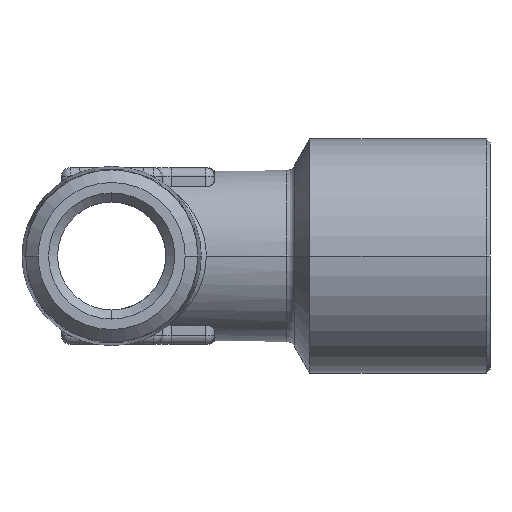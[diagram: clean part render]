
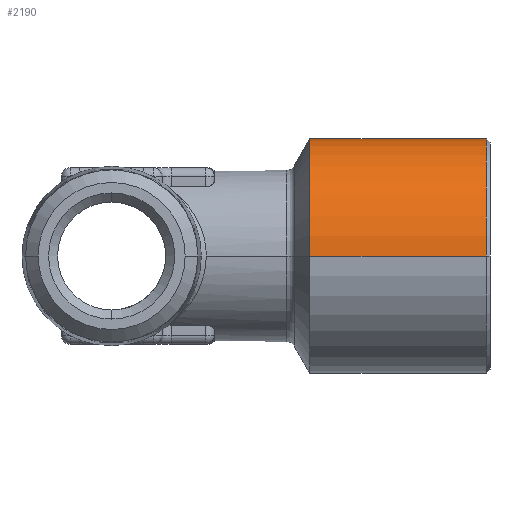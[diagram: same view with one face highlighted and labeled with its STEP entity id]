
A CAD part, front view. The second image highlights one B-rep face of the part: STEP entity #2190.
In plain terms, the highlighted cylindrical face has radius 6.5 mm (diameter 13 mm), a partial arc.
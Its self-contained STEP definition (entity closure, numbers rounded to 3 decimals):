
#2184 = VERTEX_POINT ( 'NONE', #3410 ) ;
#2186 = EDGE_CURVE ( 'NONE', #2184, #2187, #3505, .T. ) ;
#2187 = VERTEX_POINT ( 'NONE', #3500 ) ;
#2190 = ADVANCED_FACE ( 'NONE', ( #3495 ), #3493, .T. ) ;
#2191 = EDGE_LOOP ( 'NONE', ( #2192, #2196, #2198, #2199 ) ) ;
#2192 = ORIENTED_EDGE ( 'NONE', *, *, #2193, .T. ) ;
#2193 = EDGE_CURVE ( 'NONE', #2194, #2195, #3494, .T. ) ;
#2194 = VERTEX_POINT ( 'NONE', #3484 ) ;
#2195 = VERTEX_POINT ( 'NONE', #3483 ) ;
#2196 = ORIENTED_EDGE ( 'NONE', *, *, #2197, .T. ) ;
#2197 = EDGE_CURVE ( 'NONE', #2195, #2187, #3549, .T. ) ;
#2198 = ORIENTED_EDGE ( 'NONE', *, *, #2186, .F. ) ;
#2199 = ORIENTED_EDGE ( 'NONE', *, *, #2200, .F. ) ;
#2200 = EDGE_CURVE ( 'NONE', #2194, #2184, #3545, .T. ) ;
#3410 = CARTESIAN_POINT ( 'NONE',  ( 11., -6.5, 0. ) ) ;
#3483 = CARTESIAN_POINT ( 'NONE',  ( 20.8, 6.5, 0. ) ) ;
#3484 = CARTESIAN_POINT ( 'NONE',  ( 20.8, -6.5, 0. ) ) ;
#3485 = DIRECTION ( 'NONE',  ( 0., -1., 0. ) ) ;
#3486 = DIRECTION ( 'NONE',  ( -1., 0., 0. ) ) ;
#3487 = CARTESIAN_POINT ( 'NONE',  ( 20.8, 0., 0. ) ) ;
#3488 = AXIS2_PLACEMENT_3D ( 'NONE', #3487, #3486, #3485 ) ;
#3489 = DIRECTION ( 'NONE',  ( 0., -1., 0. ) ) ;
#3490 = DIRECTION ( 'NONE',  ( -1., 0., 0. ) ) ;
#3491 = CARTESIAN_POINT ( 'NONE',  ( -9.788, 0., 0. ) ) ;
#3492 = AXIS2_PLACEMENT_3D ( 'NONE', #3491, #3490, #3489 ) ;
#3493 = CYLINDRICAL_SURFACE ( 'NONE', #3492, 6.5 ) ;
#3494 = CIRCLE ( 'NONE', #3488, 6.5 ) ;
#3495 = FACE_OUTER_BOUND ( 'NONE', #2191, .T. ) ;
#3500 = CARTESIAN_POINT ( 'NONE',  ( 11., 6.5, 0. ) ) ;
#3501 = DIRECTION ( 'NONE',  ( 0., -1., 0. ) ) ;
#3502 = DIRECTION ( 'NONE',  ( -1., 0., 0. ) ) ;
#3503 = CARTESIAN_POINT ( 'NONE',  ( 11., 0., 0. ) ) ;
#3504 = AXIS2_PLACEMENT_3D ( 'NONE', #3503, #3502, #3501 ) ;
#3505 = CIRCLE ( 'NONE', #3504, 6.5 ) ;
#3542 = DIRECTION ( 'NONE',  ( -1., 0., 0. ) ) ;
#3543 = VECTOR ( 'NONE', #3542, 1000. ) ;
#3544 = CARTESIAN_POINT ( 'NONE',  ( -9.788, -6.5, 0. ) ) ;
#3545 = LINE ( 'NONE', #3544, #3543 ) ;
#3546 = DIRECTION ( 'NONE',  ( -1., 0., 0. ) ) ;
#3547 = VECTOR ( 'NONE', #3546, 1000. ) ;
#3548 = CARTESIAN_POINT ( 'NONE',  ( -9.788, 6.5, 0. ) ) ;
#3549 = LINE ( 'NONE', #3548, #3547 ) ;
